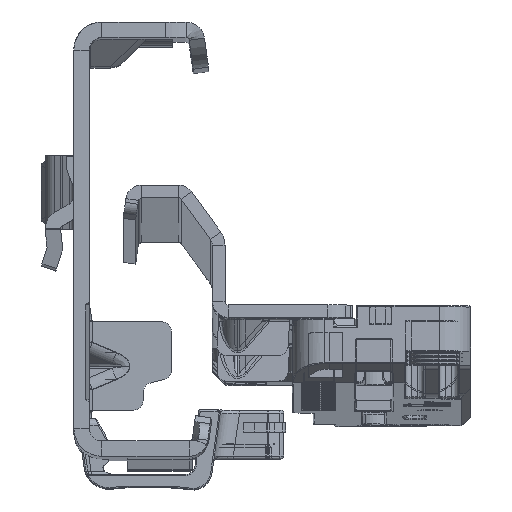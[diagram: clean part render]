
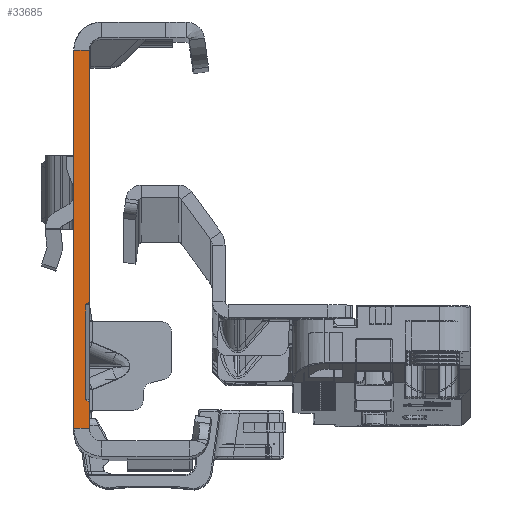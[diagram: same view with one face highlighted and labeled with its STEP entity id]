
A CAD part, top view. The second image highlights one B-rep face of the part: STEP entity #33685.
In plain terms, the highlighted planar face has unit normal (0, 0, 1).
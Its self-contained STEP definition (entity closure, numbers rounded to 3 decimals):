
#799 = CARTESIAN_POINT ( 'NONE',  ( -2.45, 30., 0. ) ) ;
#808 = CARTESIAN_POINT ( 'NONE',  ( -0.536, -25.45, 0. ) ) ;
#7380 = VERTEX_POINT ( 'NONE', #58614 ) ;
#10689 = CARTESIAN_POINT ( 'NONE',  ( 0.082, -26.047, 0. ) ) ;
#10818 = DIRECTION ( 'NONE',  ( 0., -1., 0. ) ) ;
#11118 = ORIENTED_EDGE ( 'NONE', *, *, #40163, .F. ) ;
#11356 = FACE_OUTER_BOUND ( 'NONE', #82153, .T. ) ;
#12073 = LINE ( 'NONE', #99793, #89195 ) ;
#17780 = VECTOR ( 'NONE', #50269, 1000. ) ;
#18455 = EDGE_CURVE ( 'NONE', #23738, #121009, #59401, .T. ) ;
#20052 = CARTESIAN_POINT ( 'NONE',  ( 0., -30., 0. ) ) ;
#21075 = DIRECTION ( 'NONE',  ( 0., -1., 0. ) ) ;
#22742 = CARTESIAN_POINT ( 'NONE',  ( 0., -9.932, 0. ) ) ;
#22983 = DIRECTION ( 'NONE',  ( 1., 0., 0. ) ) ;
#23738 = VERTEX_POINT ( 'NONE', #121182 ) ;
#33685 = ADVANCED_FACE ( 'NONE', ( #11356 ), #111333, .T. ) ;
#35988 = DIRECTION ( 'NONE',  ( 0., -1., 0. ) ) ;
#36842 = EDGE_CURVE ( 'NONE', #112607, #100551, #12073, .T. ) ;
#39806 = DIRECTION ( 'NONE',  ( -1., 0., 0. ) ) ;
#40163 = EDGE_CURVE ( 'NONE', #7380, #121009, #109425, .T. ) ;
#41722 = CARTESIAN_POINT ( 'NONE',  ( 0., 30., 0. ) ) ;
#43861 = EDGE_CURVE ( 'NONE', #79059, #100551, #69849, .T. ) ;
#47779 = CARTESIAN_POINT ( 'NONE',  ( 0., 30., 0. ) ) ;
#48362 = ORIENTED_EDGE ( 'NONE', *, *, #93812, .F. ) ;
#49262 = VERTEX_POINT ( 'NONE', #47779 ) ;
#49695 = DIRECTION ( 'NONE',  ( -1., 0., 0. ) ) ;
#50269 = DIRECTION ( 'NONE',  ( -0.719, 0.695, 0. ) ) ;
#52216 = DIRECTION ( 'NONE',  ( 0., 0., 1. ) ) ;
#52287 = ORIENTED_EDGE ( 'NONE', *, *, #18455, .T. ) ;
#52344 = DIRECTION ( 'NONE',  ( 0.719, 0.695, 0. ) ) ;
#56472 = LINE ( 'NONE', #97408, #105724 ) ;
#57811 = VECTOR ( 'NONE', #21075, 1000. ) ;
#58614 = CARTESIAN_POINT ( 'NONE',  ( -0.536, -10.45, 0. ) ) ;
#59401 = LINE ( 'NONE', #10689, #17780 ) ;
#59959 = LINE ( 'NONE', #41722, #88773 ) ;
#61679 = EDGE_CURVE ( 'NONE', #49262, #112607, #59959, .T. ) ;
#63549 = EDGE_CURVE ( 'NONE', #23738, #79059, #56472, .T. ) ;
#64597 = ORIENTED_EDGE ( 'NONE', *, *, #67748, .T. ) ;
#67748 = EDGE_CURVE ( 'NONE', #7380, #84014, #81602, .T. ) ;
#69849 = LINE ( 'NONE', #119215, #79317 ) ;
#69949 = CARTESIAN_POINT ( 'NONE',  ( -0.259, -10.182, 0. ) ) ;
#71642 = ORIENTED_EDGE ( 'NONE', *, *, #61679, .T. ) ;
#79059 = VERTEX_POINT ( 'NONE', #20052 ) ;
#79317 = VECTOR ( 'NONE', #49695, 1000. ) ;
#81602 = LINE ( 'NONE', #69949, #95905 ) ;
#82153 = EDGE_LOOP ( 'NONE', ( #11118, #64597, #48362, #71642, #94222, #124329, #113330, #52287 ) ) ;
#84014 = VERTEX_POINT ( 'NONE', #22742 ) ;
#85360 = LINE ( 'NONE', #124958, #89751 ) ;
#88773 = VECTOR ( 'NONE', #39806, 1000. ) ;
#89195 = VECTOR ( 'NONE', #10818, 1000. ) ;
#89751 = VECTOR ( 'NONE', #35988, 1000. ) ;
#90556 = CARTESIAN_POINT ( 'NONE',  ( -0.536, -9.85, 0. ) ) ;
#93812 = EDGE_CURVE ( 'NONE', #49262, #84014, #85360, .T. ) ;
#94222 = ORIENTED_EDGE ( 'NONE', *, *, #36842, .T. ) ;
#95905 = VECTOR ( 'NONE', #52344, 1000. ) ;
#97408 = CARTESIAN_POINT ( 'NONE',  ( 0., -32., 0. ) ) ;
#99793 = CARTESIAN_POINT ( 'NONE',  ( -2.45, -32., 0. ) ) ;
#100551 = VERTEX_POINT ( 'NONE', #102443 ) ;
#102443 = CARTESIAN_POINT ( 'NONE',  ( -2.45, -30., 0. ) ) ;
#105188 = AXIS2_PLACEMENT_3D ( 'NONE', #122318, #52216, #22983 ) ;
#105724 = VECTOR ( 'NONE', #116887, 1000. ) ;
#109425 = LINE ( 'NONE', #90556, #57811 ) ;
#111333 = PLANE ( 'NONE',  #105188 ) ;
#112607 = VERTEX_POINT ( 'NONE', #799 ) ;
#113330 = ORIENTED_EDGE ( 'NONE', *, *, #63549, .F. ) ;
#116887 = DIRECTION ( 'NONE',  ( 0., -1., 0. ) ) ;
#119215 = CARTESIAN_POINT ( 'NONE',  ( 0., -30., 0. ) ) ;
#121009 = VERTEX_POINT ( 'NONE', #808 ) ;
#121182 = CARTESIAN_POINT ( 'NONE',  ( 0., -25.968, 0. ) ) ;
#122318 = CARTESIAN_POINT ( 'NONE',  ( -2.45, -32., 0. ) ) ;
#124329 = ORIENTED_EDGE ( 'NONE', *, *, #43861, .F. ) ;
#124958 = CARTESIAN_POINT ( 'NONE',  ( 0., -32., 0. ) ) ;
